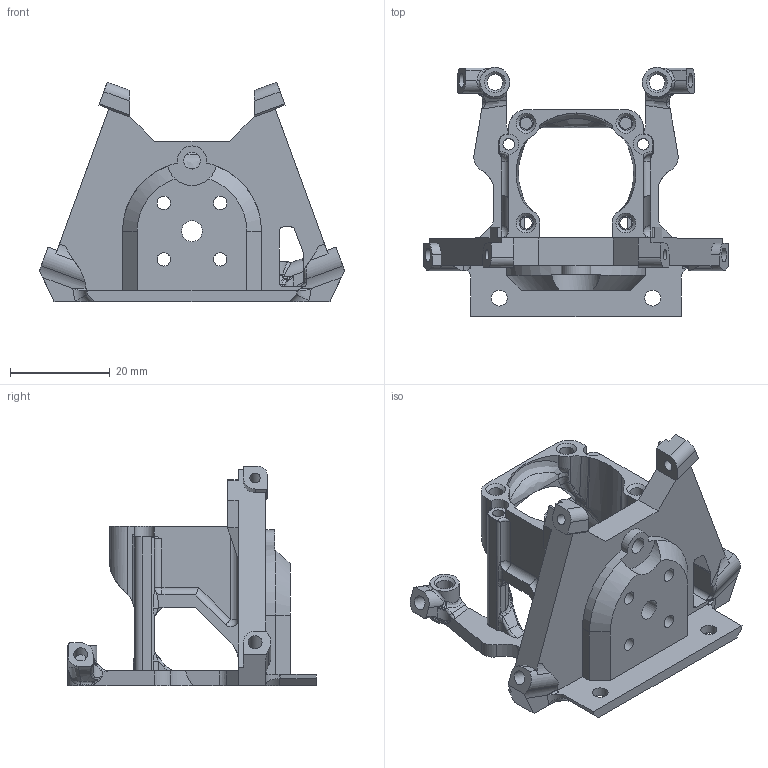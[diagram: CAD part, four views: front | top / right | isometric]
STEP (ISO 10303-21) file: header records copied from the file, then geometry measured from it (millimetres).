
FILE_DESCRIPTION(/* description */ ('Rapido_fanHS'),/* implementation_level */ '2;1');
FILE_NAME(/* name */ 'Xol-Toolhead_HE_Mounts_Rapido_fanHS v2.step',/* time_stamp */ '2025-06-24T13:04:30+03:00',/* author */ (''),/* organization */ (''),/* preprocessor_version */ 'ST-DEVELOPER v20.1',/* originating_system */ 'Autodesk Translation Framework v14.10.0.0',/* authorisation */ '');
FILE_SCHEMA (('AUTOMOTIVE_DESIGN { 1 0 10303 214 3 1 1 }'));
Products named in the file (1): Rapido_fanHS
Bounding box: 61.18 x 49.94 x 44.01 mm (x, y, z)
Volume: 15215.9 mm3; surface area: 11990.9 mm2
Topology: 1 solids, 2 shells, 708 faces, 1888 edges, 1169 vertices
Faces by surface type: bspline 229, cylinder 225, plane 176, torus 50, cone 22, sphere 6
Full cylindrical faces by diameter (mm): 2.1 x2, 2.3 x2, 2.4 x4, 2.7 x4, 2.8 x8, 3.2 x6, 3.4 x1, 4.2 x1, 4.7 x1
Entity records: 40024 total; most frequent: CARTESIAN_POINT 23927, ORIENTED_EDGE 3736, DIRECTION 2850, EDGE_CURVE 1868, VERTEX_POINT 1169, AXIS2_PLACEMENT_3D 1109, EDGE_LOOP 753, FACE_OUTER_BOUND 708
